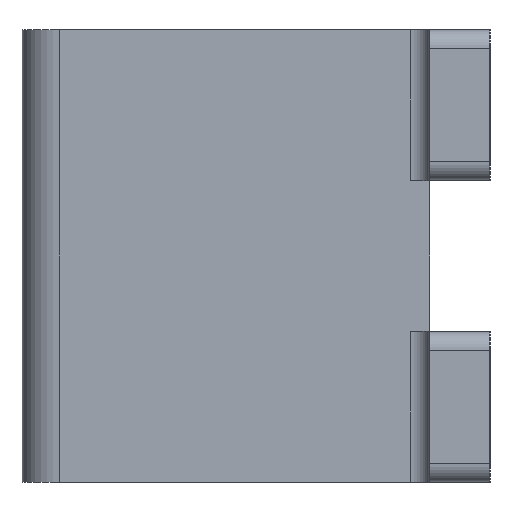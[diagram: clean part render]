
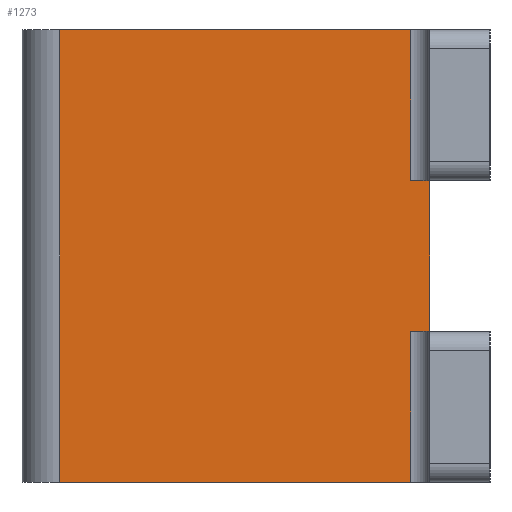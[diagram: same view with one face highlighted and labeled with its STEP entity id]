
A CAD part, left-side view. The second image highlights one B-rep face of the part: STEP entity #1273.
In plain terms, the highlighted planar face has unit normal (-1, 0, 0).
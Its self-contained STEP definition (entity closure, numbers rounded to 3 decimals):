
#593 = VERTEX_POINT('',#594);
#594 = CARTESIAN_POINT('',(-3.25,5.7,3.));
#601 = EDGE_CURVE('',#602,#593,#604,.T.);
#602 = VERTEX_POINT('',#603);
#603 = CARTESIAN_POINT('',(-3.25,1.05,3.));
#604 = LINE('',#605,#606);
#605 = CARTESIAN_POINT('',(-3.25,0.8,3.));
#606 = VECTOR('',#607,1.);
#607 = DIRECTION('',(0.,1.,0.));
#855 = VERTEX_POINT('',#856);
#856 = CARTESIAN_POINT('',(-3.25,5.7,-3.));
#863 = EDGE_CURVE('',#864,#855,#866,.T.);
#864 = VERTEX_POINT('',#865);
#865 = CARTESIAN_POINT('',(-3.25,1.05,-3.));
#866 = LINE('',#867,#868);
#867 = CARTESIAN_POINT('',(-3.25,0.8,-3.));
#868 = VECTOR('',#869,1.);
#869 = DIRECTION('',(0.,1.,0.));
#933 = EDGE_CURVE('',#855,#593,#934,.T.);
#934 = LINE('',#935,#936);
#935 = CARTESIAN_POINT('',(-3.25,5.7,-3.));
#936 = VECTOR('',#937,1.);
#937 = DIRECTION('',(0.,0.,1.));
#1273 = ADVANCED_FACE('',(#1274),#1317,.T.);
#1274 = FACE_BOUND('',#1275,.T.);
#1275 = EDGE_LOOP('',(#1276,#1277,#1285,#1293,#1301,#1309,#1315,#1316));
#1276 = ORIENTED_EDGE('',*,*,#863,.F.);
#1277 = ORIENTED_EDGE('',*,*,#1278,.T.);
#1278 = EDGE_CURVE('',#864,#1279,#1281,.T.);
#1279 = VERTEX_POINT('',#1280);
#1280 = CARTESIAN_POINT('',(-3.25,1.05,-1.));
#1281 = LINE('',#1282,#1283);
#1282 = CARTESIAN_POINT('',(-3.25,1.05,-3.));
#1283 = VECTOR('',#1284,1.);
#1284 = DIRECTION('',(0.,0.,1.));
#1285 = ORIENTED_EDGE('',*,*,#1286,.F.);
#1286 = EDGE_CURVE('',#1287,#1279,#1289,.T.);
#1287 = VERTEX_POINT('',#1288);
#1288 = CARTESIAN_POINT('',(-3.25,0.8,-1.));
#1289 = LINE('',#1290,#1291);
#1290 = CARTESIAN_POINT('',(-3.25,0.8,-1.));
#1291 = VECTOR('',#1292,1.);
#1292 = DIRECTION('',(0.,1.,0.));
#1293 = ORIENTED_EDGE('',*,*,#1294,.T.);
#1294 = EDGE_CURVE('',#1287,#1295,#1297,.T.);
#1295 = VERTEX_POINT('',#1296);
#1296 = CARTESIAN_POINT('',(-3.25,0.8,1.));
#1297 = LINE('',#1298,#1299);
#1298 = CARTESIAN_POINT('',(-3.25,0.8,-3.));
#1299 = VECTOR('',#1300,1.);
#1300 = DIRECTION('',(0.,0.,1.));
#1301 = ORIENTED_EDGE('',*,*,#1302,.T.);
#1302 = EDGE_CURVE('',#1295,#1303,#1305,.T.);
#1303 = VERTEX_POINT('',#1304);
#1304 = CARTESIAN_POINT('',(-3.25,1.05,1.));
#1305 = LINE('',#1306,#1307);
#1306 = CARTESIAN_POINT('',(-3.25,0.4,1.));
#1307 = VECTOR('',#1308,1.);
#1308 = DIRECTION('',(0.,1.,0.));
#1309 = ORIENTED_EDGE('',*,*,#1310,.T.);
#1310 = EDGE_CURVE('',#1303,#602,#1311,.T.);
#1311 = LINE('',#1312,#1313);
#1312 = CARTESIAN_POINT('',(-3.25,1.05,1.));
#1313 = VECTOR('',#1314,1.);
#1314 = DIRECTION('',(0.,0.,1.));
#1315 = ORIENTED_EDGE('',*,*,#601,.T.);
#1316 = ORIENTED_EDGE('',*,*,#933,.F.);
#1317 = PLANE('',#1318);
#1318 = AXIS2_PLACEMENT_3D('',#1319,#1320,#1321);
#1319 = CARTESIAN_POINT('',(-3.25,0.8,-3.));
#1320 = DIRECTION('',(-1.,0.,0.));
#1321 = DIRECTION('',(0.,1.,0.));
